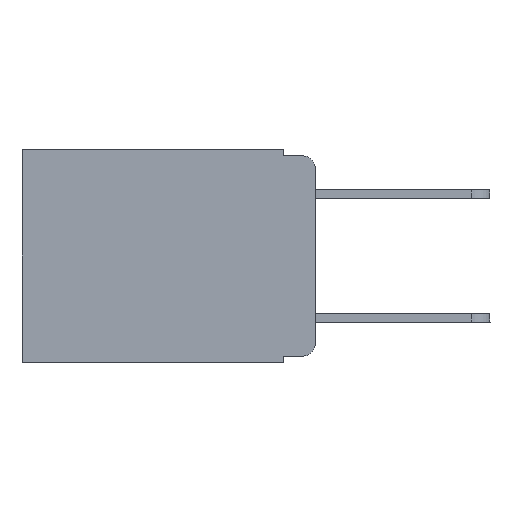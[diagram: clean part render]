
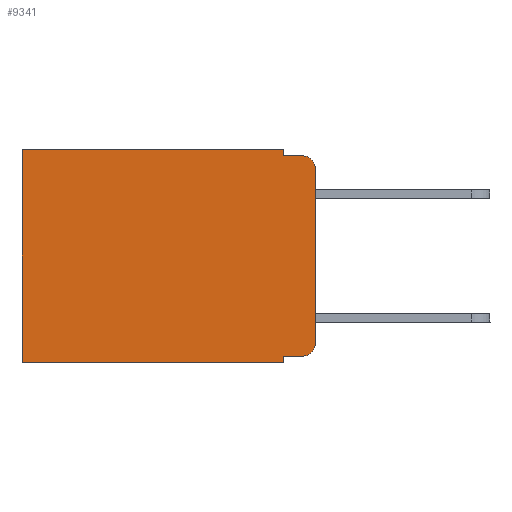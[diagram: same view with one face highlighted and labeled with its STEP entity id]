
A CAD part, left-side view. The second image highlights one B-rep face of the part: STEP entity #9341.
In plain terms, the highlighted planar face has unit normal (-1, 0, 0).
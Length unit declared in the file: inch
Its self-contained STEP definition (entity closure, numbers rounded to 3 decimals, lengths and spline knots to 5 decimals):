
#52 = ORIENTED_EDGE ( 'NONE', *, *, #8737, .F. ) ;
#65 = VECTOR ( 'NONE', #10990, 39.37008 ) ;
#232 = AXIS2_PLACEMENT_3D ( 'NONE', #12316, #10344, #441 ) ;
#234 = CARTESIAN_POINT ( 'NONE',  ( 0.298, 0.473, -0.343 ) ) ;
#281 = ORIENTED_EDGE ( 'NONE', *, *, #1746, .T. ) ;
#441 = DIRECTION ( 'NONE',  ( 0., 0., -1. ) ) ;
#446 = VECTOR ( 'NONE', #9841, 39.37008 ) ;
#580 = VERTEX_POINT ( 'NONE', #234 ) ;
#940 = CARTESIAN_POINT ( 'NONE',  ( 0.298, 0.051, 0. ) ) ;
#1064 = CARTESIAN_POINT ( 'NONE',  ( 0.298, 0., 0. ) ) ;
#1392 = DIRECTION ( 'NONE',  ( 0., -1., 0. ) ) ;
#1508 = VERTEX_POINT ( 'NONE', #5631 ) ;
#1651 = EDGE_CURVE ( 'NONE', #8298, #580, #8626, .T. ) ;
#1746 = EDGE_CURVE ( 'NONE', #6352, #580, #6911, .T. ) ;
#1814 = ORIENTED_EDGE ( 'NONE', *, *, #9013, .F. ) ;
#2006 = CARTESIAN_POINT ( 'NONE',  ( 0.298, 0., 0. ) ) ;
#2082 = VERTEX_POINT ( 'NONE', #7850 ) ;
#2119 = CARTESIAN_POINT ( 'NONE',  ( 0.298, 0., -0.03 ) ) ;
#2192 = CARTESIAN_POINT ( 'NONE',  ( 0.298, 0.02, -0.01 ) ) ;
#2316 = EDGE_CURVE ( 'NONE', #2082, #1508, #6293, .T. ) ;
#2387 = ORIENTED_EDGE ( 'NONE', *, *, #4138, .T. ) ;
#2532 = EDGE_CURVE ( 'NONE', #3895, #9530, #5154, .T. ) ;
#2692 = ORIENTED_EDGE ( 'NONE', *, *, #8534, .T. ) ;
#2696 = CARTESIAN_POINT ( 'NONE',  ( 0.298, 0.051, -0.343 ) ) ;
#2975 = LINE ( 'NONE', #2006, #5497 ) ;
#3110 = DIRECTION ( 'NONE',  ( 1., 0., 0. ) ) ;
#3257 = VECTOR ( 'NONE', #12519, 39.37008 ) ;
#3366 = DIRECTION ( 'NONE',  ( -1., 0., 0. ) ) ;
#3371 = ORIENTED_EDGE ( 'NONE', *, *, #5163, .F. ) ;
#3416 = CARTESIAN_POINT ( 'NONE',  ( 0.298, 0.02, -0.03 ) ) ;
#3441 = VERTEX_POINT ( 'NONE', #2192 ) ;
#3641 = DIRECTION ( 'NONE',  ( 0., 0., -1. ) ) ;
#3790 = LINE ( 'NONE', #940, #446 ) ;
#3846 = VECTOR ( 'NONE', #12478, 39.37008 ) ;
#3895 = VERTEX_POINT ( 'NONE', #2119 ) ;
#4138 = EDGE_CURVE ( 'NONE', #1508, #9530, #8353, .T. ) ;
#4242 = VERTEX_POINT ( 'NONE', #9672 ) ;
#4597 = LINE ( 'NONE', #8544, #6986 ) ;
#5154 = LINE ( 'NONE', #9979, #65 ) ;
#5163 = EDGE_CURVE ( 'NONE', #6612, #3441, #6633, .T. ) ;
#5497 = VECTOR ( 'NONE', #8617, 39.37008 ) ;
#5609 = ORIENTED_EDGE ( 'NONE', *, *, #7897, .T. ) ;
#5631 = CARTESIAN_POINT ( 'NONE',  ( 0.298, 0.02, -0.333 ) ) ;
#5763 = PLANE ( 'NONE',  #6359 ) ;
#5922 = ORIENTED_EDGE ( 'NONE', *, *, #2316, .T. ) ;
#6293 = LINE ( 'NONE', #12136, #11814 ) ;
#6344 = AXIS2_PLACEMENT_3D ( 'NONE', #3416, #3366, #11041 ) ;
#6352 = VERTEX_POINT ( 'NONE', #11973 ) ;
#6359 = AXIS2_PLACEMENT_3D ( 'NONE', #1064, #3110, #7866 ) ;
#6612 = VERTEX_POINT ( 'NONE', #10613 ) ;
#6633 = LINE ( 'NONE', #9559, #3257 ) ;
#6792 = CARTESIAN_POINT ( 'NONE',  ( 0.298, 0., -0.343 ) ) ;
#6911 = LINE ( 'NONE', #10764, #10723 ) ;
#6979 = CIRCLE ( 'NONE', #6344, 0.02 ) ;
#6986 = VECTOR ( 'NONE', #3641, 39.37008 ) ;
#7415 = ORIENTED_EDGE ( 'NONE', *, *, #1651, .F. ) ;
#7850 = CARTESIAN_POINT ( 'NONE',  ( 0.298, 0.051, -0.333 ) ) ;
#7866 = DIRECTION ( 'NONE',  ( 0., 0., -1. ) ) ;
#7897 = EDGE_CURVE ( 'NONE', #4242, #6352, #2975, .T. ) ;
#8090 = CARTESIAN_POINT ( 'NONE',  ( 0.298, 0., -0.313 ) ) ;
#8298 = VERTEX_POINT ( 'NONE', #2696 ) ;
#8353 = CIRCLE ( 'NONE', #232, 0.02 ) ;
#8534 = EDGE_CURVE ( 'NONE', #3895, #3441, #6979, .T. ) ;
#8544 = CARTESIAN_POINT ( 'NONE',  ( 0.298, 0.051, 0. ) ) ;
#8617 = DIRECTION ( 'NONE',  ( 0., 1., 0. ) ) ;
#8626 = LINE ( 'NONE', #6792, #3846 ) ;
#8737 = EDGE_CURVE ( 'NONE', #2082, #8298, #3790, .T. ) ;
#8996 = ORIENTED_EDGE ( 'NONE', *, *, #2532, .F. ) ;
#9013 = EDGE_CURVE ( 'NONE', #4242, #6612, #4597, .T. ) ;
#9102 = EDGE_LOOP ( 'NONE', ( #8996, #2692, #3371, #1814, #5609, #281, #7415, #52, #5922, #2387 ) ) ;
#9341 = ADVANCED_FACE ( 'NONE', ( #10705 ), #5763, .F. ) ;
#9530 = VERTEX_POINT ( 'NONE', #8090 ) ;
#9559 = CARTESIAN_POINT ( 'NONE',  ( 0.298, 0.051, -0.01 ) ) ;
#9672 = CARTESIAN_POINT ( 'NONE',  ( 0.298, 0.051, 0. ) ) ;
#9833 = DIRECTION ( 'NONE',  ( 0., 0., -1. ) ) ;
#9841 = DIRECTION ( 'NONE',  ( 0., 0., -1. ) ) ;
#9979 = CARTESIAN_POINT ( 'NONE',  ( 0.298, 0., 0. ) ) ;
#10344 = DIRECTION ( 'NONE',  ( -1., 0., 0. ) ) ;
#10613 = CARTESIAN_POINT ( 'NONE',  ( 0.298, 0.051, -0.01 ) ) ;
#10705 = FACE_OUTER_BOUND ( 'NONE', #9102, .T. ) ;
#10723 = VECTOR ( 'NONE', #9833, 39.37008 ) ;
#10764 = CARTESIAN_POINT ( 'NONE',  ( 0.298, 0.473, 0. ) ) ;
#10990 = DIRECTION ( 'NONE',  ( 0., 0., -1. ) ) ;
#11041 = DIRECTION ( 'NONE',  ( 0., 0., -1. ) ) ;
#11814 = VECTOR ( 'NONE', #1392, 39.37008 ) ;
#11973 = CARTESIAN_POINT ( 'NONE',  ( 0.298, 0.473, 0. ) ) ;
#12136 = CARTESIAN_POINT ( 'NONE',  ( 0.298, 0.051, -0.333 ) ) ;
#12316 = CARTESIAN_POINT ( 'NONE',  ( 0.298, 0.02, -0.313 ) ) ;
#12478 = DIRECTION ( 'NONE',  ( 0., 1., 0. ) ) ;
#12519 = DIRECTION ( 'NONE',  ( 0., -1., 0. ) ) ;
